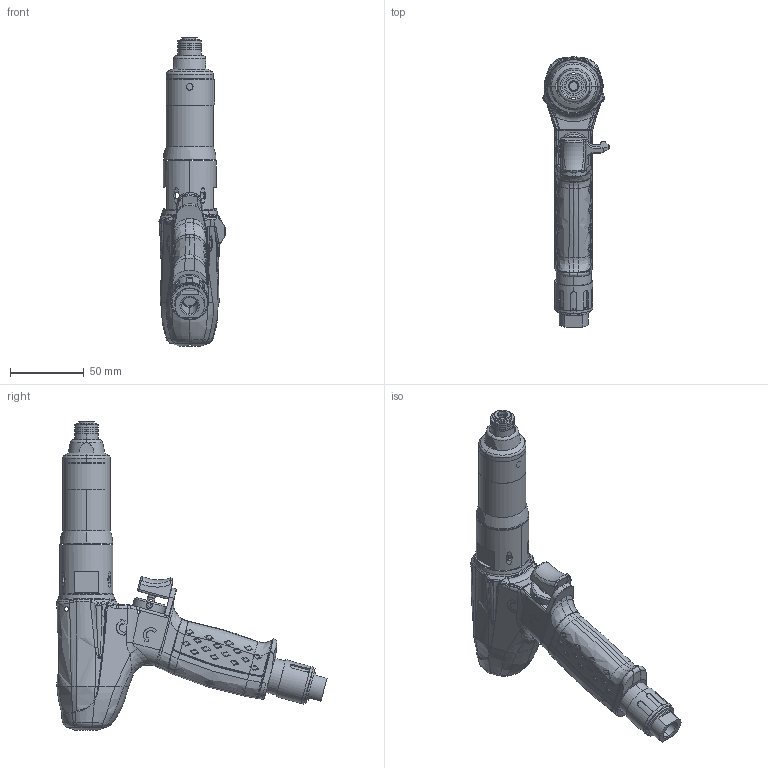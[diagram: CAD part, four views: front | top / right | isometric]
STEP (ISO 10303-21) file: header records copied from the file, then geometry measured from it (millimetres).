
FILE_DESCRIPTION((''),'2;1');
FILE_NAME('TMP91629_SW','2011-09-14T',('tooextcsr'),(''),'PRO/ENGINEER BY PARAMETRIC TECHNOLOGY CORPORATION, 2008310','PRO/ENGINEER BY PARAMETRIC TECHNOLOGY CORPORATION, 2008310','');
FILE_SCHEMA(('CONFIG_CONTROL_DESIGN', 'GEOMETRIC_VALIDATION_PROPERTIES_MIM'));
Length unit declared in the file: millimetre
Products named in the file (1): TMP91629_SW
Bounding box: 44.86 x 183.3 x 209.6 mm (x, y, z)
Surface area: 54295.5 mm2 (no closed solid volume)
Topology: 0 solids, 94 shells, 768 faces, 3127 edges, 2362 vertices
Faces by surface type: bspline 372, plane 164, cylinder 154, torus 27, extrusion 27, cone 22, sphere 2
Entity records: 72355 total; most frequent: CARTESIAN_POINT 46936, ORIENTED_EDGE 4450, EDGE_CURVE 3122, VERTEX_POINT 2362, DIRECTION 2360, B_SPLINE_CURVE_WITH_KNOTS 1975, EDGE_LOOP 822, AXIS2_PLACEMENT_3D 790
